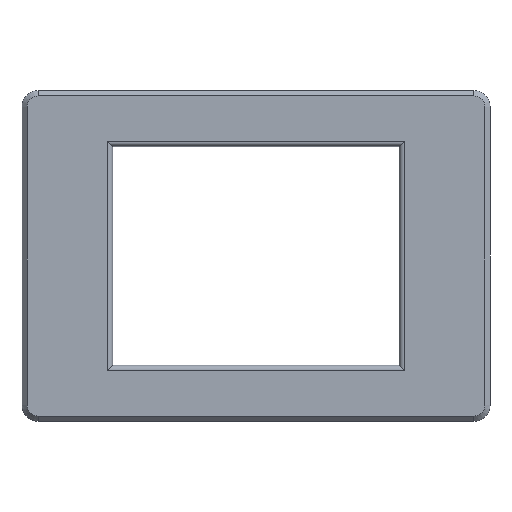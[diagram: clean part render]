
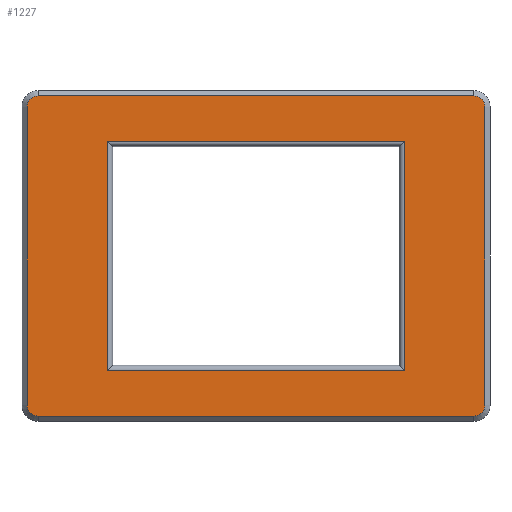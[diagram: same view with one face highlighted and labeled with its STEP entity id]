
A CAD part, top view. The second image highlights one B-rep face of the part: STEP entity #1227.
In plain terms, the highlighted planar face has unit normal (0, 0, 1).
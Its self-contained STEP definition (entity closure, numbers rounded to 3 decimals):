
#35=FACE_BOUND('',#166,.T.);
#48=CIRCLE('',#1310,2.);
#50=CIRCLE('',#1314,2.);
#52=CIRCLE('',#1318,2.);
#54=CIRCLE('',#1322,2.);
#91=FACE_OUTER_BOUND('',#165,.T.);
#165=EDGE_LOOP('',(#845,#846,#847,#848,#849,#850,#851,#852));
#166=EDGE_LOOP('',(#853,#854,#855,#856));
#244=LINE('',#1785,#384);
#249=LINE('',#1799,#389);
#253=LINE('',#1811,#393);
#257=LINE('',#1823,#397);
#259=LINE('',#1831,#399);
#260=LINE('',#1833,#400);
#261=LINE('',#1835,#401);
#262=LINE('',#1836,#402);
#384=VECTOR('',#1422,10.);
#389=VECTOR('',#1435,10.);
#393=VECTOR('',#1447,10.);
#397=VECTOR('',#1459,10.);
#399=VECTOR('',#1469,10.);
#400=VECTOR('',#1470,10.);
#401=VECTOR('',#1471,10.);
#402=VECTOR('',#1472,10.);
#524=VERTEX_POINT('',#1782);
#525=VERTEX_POINT('',#1784);
#528=VERTEX_POINT('',#1792);
#530=VERTEX_POINT('',#1797);
#532=VERTEX_POINT('',#1804);
#534=VERTEX_POINT('',#1809);
#536=VERTEX_POINT('',#1816);
#538=VERTEX_POINT('',#1821);
#539=VERTEX_POINT('',#1829);
#540=VERTEX_POINT('',#1830);
#541=VERTEX_POINT('',#1832);
#542=VERTEX_POINT('',#1834);
#638=EDGE_CURVE('',#524,#525,#244,.T.);
#643=EDGE_CURVE('',#528,#524,#48,.T.);
#645=EDGE_CURVE('',#530,#528,#249,.T.);
#649=EDGE_CURVE('',#532,#530,#50,.T.);
#651=EDGE_CURVE('',#534,#532,#253,.T.);
#655=EDGE_CURVE('',#536,#534,#52,.T.);
#657=EDGE_CURVE('',#538,#536,#257,.T.);
#660=EDGE_CURVE('',#525,#538,#54,.T.);
#661=EDGE_CURVE('',#539,#540,#259,.T.);
#662=EDGE_CURVE('',#541,#539,#260,.T.);
#663=EDGE_CURVE('',#542,#541,#261,.T.);
#664=EDGE_CURVE('',#540,#542,#262,.T.);
#845=ORIENTED_EDGE('',*,*,#638,.F.);
#846=ORIENTED_EDGE('',*,*,#643,.F.);
#847=ORIENTED_EDGE('',*,*,#645,.F.);
#848=ORIENTED_EDGE('',*,*,#649,.F.);
#849=ORIENTED_EDGE('',*,*,#651,.F.);
#850=ORIENTED_EDGE('',*,*,#655,.F.);
#851=ORIENTED_EDGE('',*,*,#657,.F.);
#852=ORIENTED_EDGE('',*,*,#660,.F.);
#853=ORIENTED_EDGE('',*,*,#661,.F.);
#854=ORIENTED_EDGE('',*,*,#662,.F.);
#855=ORIENTED_EDGE('',*,*,#663,.F.);
#856=ORIENTED_EDGE('',*,*,#664,.F.);
#1169=PLANE('',#1323);
#1227=ADVANCED_FACE('',(#91,#35),#1169,.T.);
#1310=AXIS2_PLACEMENT_3D('',#1794,#1430,#1431);
#1314=AXIS2_PLACEMENT_3D('',#1806,#1442,#1443);
#1318=AXIS2_PLACEMENT_3D('',#1818,#1454,#1455);
#1322=AXIS2_PLACEMENT_3D('',#1827,#1465,#1466);
#1323=AXIS2_PLACEMENT_3D('',#1828,#1467,#1468);
#1422=DIRECTION('',(-1.,0.,0.));
#1430=DIRECTION('center_axis',(0.,0.,-1.));
#1431=DIRECTION('ref_axis',(0.707,-0.707,0.));
#1435=DIRECTION('',(0.,-1.,0.));
#1442=DIRECTION('center_axis',(0.,0.,-1.));
#1443=DIRECTION('ref_axis',(0.707,0.707,0.));
#1447=DIRECTION('',(1.,0.,0.));
#1454=DIRECTION('center_axis',(0.,0.,-1.));
#1455=DIRECTION('ref_axis',(-0.707,0.707,0.));
#1459=DIRECTION('',(0.,1.,0.));
#1465=DIRECTION('center_axis',(0.,0.,-1.));
#1466=DIRECTION('ref_axis',(-0.707,-0.707,0.));
#1467=DIRECTION('center_axis',(0.,0.,1.));
#1468=DIRECTION('ref_axis',(1.,0.,0.));
#1469=DIRECTION('',(0.,1.,0.));
#1470=DIRECTION('',(1.,0.,0.));
#1471=DIRECTION('',(0.,-1.,0.));
#1472=DIRECTION('',(-1.,0.,0.));
#1782=CARTESIAN_POINT('',(38.5,-30.,7.5));
#1784=CARTESIAN_POINT('',(-43.2,-30.,7.5));
#1785=CARTESIAN_POINT('',(-24.275,-30.,7.5));
#1792=CARTESIAN_POINT('',(40.5,-28.,7.5));
#1794=CARTESIAN_POINT('Origin',(38.5,-28.,7.5));
#1797=CARTESIAN_POINT('',(40.5,28.,7.5));
#1799=CARTESIAN_POINT('',(40.5,-15.5,7.5));
#1804=CARTESIAN_POINT('',(38.5,30.,7.5));
#1806=CARTESIAN_POINT('Origin',(38.5,28.,7.5));
#1809=CARTESIAN_POINT('',(-43.2,30.,7.5));
#1811=CARTESIAN_POINT('',(19.575,30.,7.5));
#1816=CARTESIAN_POINT('',(-45.2,28.,7.5));
#1818=CARTESIAN_POINT('Origin',(-43.2,28.,7.5));
#1821=CARTESIAN_POINT('',(-45.2,-28.,7.5));
#1823=CARTESIAN_POINT('',(-45.2,15.5,7.5));
#1827=CARTESIAN_POINT('Origin',(-43.2,-28.,7.5));
#1828=CARTESIAN_POINT('Origin',(-2.35,0.,7.5));
#1829=CARTESIAN_POINT('',(25.5,-21.5,7.5));
#1830=CARTESIAN_POINT('',(25.5,21.5,7.5));
#1831=CARTESIAN_POINT('',(25.5,10.25,7.5));
#1832=CARTESIAN_POINT('',(-30.2,-21.5,7.5));
#1833=CARTESIAN_POINT('',(11.075,-21.5,7.5));
#1834=CARTESIAN_POINT('',(-30.2,21.5,7.5));
#1835=CARTESIAN_POINT('',(-30.2,-10.25,7.5));
#1836=CARTESIAN_POINT('',(-15.775,21.5,7.5));
